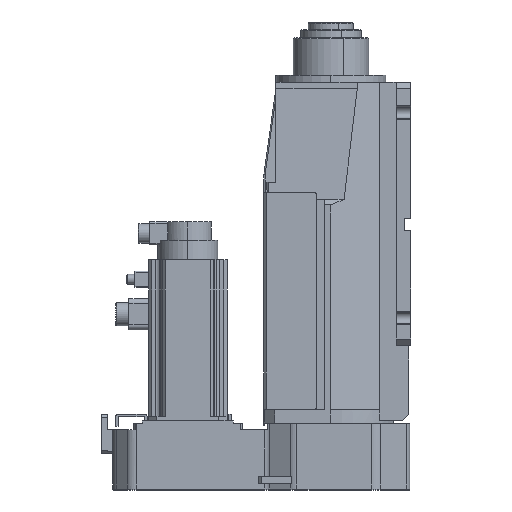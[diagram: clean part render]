
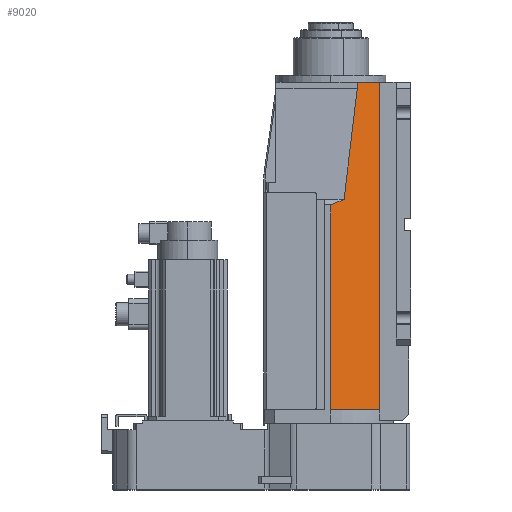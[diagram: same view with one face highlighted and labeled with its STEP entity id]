
A CAD part, left-side view. The second image highlights one B-rep face of the part: STEP entity #9020.
In plain terms, the highlighted planar face has unit normal (-0.917, -0.399, 0).
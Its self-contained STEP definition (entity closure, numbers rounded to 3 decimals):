
#927 = CARTESIAN_POINT ( 'NONE',  ( -75., -80.467, 568. ) ) ;
#928 = DIRECTION ( 'NONE',  ( -0.399, 0.917, 0. ) ) ;
#929 = VECTOR ( 'NONE', #928, 1000. ) ;
#930 = CARTESIAN_POINT ( 'NONE',  ( -75., -80.467, 568. ) ) ;
#931 = LINE ( 'NONE', #930, #929 ) ;
#3275 = DIRECTION ( 'NONE',  ( 0., 0., -1. ) ) ;
#3276 = VECTOR ( 'NONE', #3275, 1000. ) ;
#3277 = CARTESIAN_POINT ( 'NONE',  ( -75., -80.467, 3. ) ) ;
#3278 = LINE ( 'NONE', #3277, #3276 ) ;
#3297 = CARTESIAN_POINT ( 'NONE',  ( -75., -80.467, 26. ) ) ;
#3298 = DIRECTION ( 'NONE',  ( -0.399, 0.917, 0. ) ) ;
#3299 = VECTOR ( 'NONE', #3298, 1000. ) ;
#3300 = CARTESIAN_POINT ( 'NONE',  ( -75., -80.467, 26. ) ) ;
#3301 = LINE ( 'NONE', #3300, #3299 ) ;
#3302 = CARTESIAN_POINT ( 'NONE',  ( -110., 0., 26. ) ) ;
#3303 = DIRECTION ( 'NONE',  ( 0., 0., 1. ) ) ;
#3304 = VECTOR ( 'NONE', #3303, 1000. ) ;
#3305 = CARTESIAN_POINT ( 'NONE',  ( -110., 0., 3. ) ) ;
#3306 = LINE ( 'NONE', #3305, #3304 ) ;
#3307 = CARTESIAN_POINT ( 'NONE',  ( -110., 0., 365. ) ) ;
#3308 = DIRECTION ( 'NONE',  ( -0.37, 0.852, -0.37 ) ) ;
#3309 = VECTOR ( 'NONE', #3308, 1000. ) ;
#3310 = CARTESIAN_POINT ( 'NONE',  ( -100.5, -21.841, 374.5 ) ) ;
#3311 = LINE ( 'NONE', #3310, #3309 ) ;
#3312 = DIRECTION ( 'NONE',  ( 0.399, -0.917, 0. ) ) ;
#3313 = DIRECTION ( 'NONE',  ( -0.917, -0.399, 0. ) ) ;
#3314 = CARTESIAN_POINT ( 'NONE',  ( -75., -80.467, 26. ) ) ;
#3315 = AXIS2_PLACEMENT_3D ( 'NONE', #3314, #3313, #3312 ) ;
#3316 = PLANE ( 'NONE',  #3315 ) ;
#3317 = FACE_OUTER_BOUND ( 'NONE', #8962, .T. ) ;
#6440 = VERTEX_POINT ( 'NONE', #12501 ) ;
#6442 = EDGE_CURVE ( 'NONE', #6456, #6440, #12500, .T. ) ;
#6451 = VERTEX_POINT ( 'NONE', #12545 ) ;
#6456 = VERTEX_POINT ( 'NONE', #12540 ) ;
#6516 = EDGE_CURVE ( 'NONE', #6451, #6456, #12636, .T. ) ;
#7543 = EDGE_CURVE ( 'NONE', #7544, #6451, #931, .T. ) ;
#7544 = VERTEX_POINT ( 'NONE', #927 ) ;
#8962 = EDGE_LOOP ( 'NONE', ( #9021, #9022, #9023, #9026, #9029, #9032, #9007 ) ) ;
#9006 = EDGE_CURVE ( 'NONE', #7544, #9031, #3278, .T. ) ;
#9007 = ORIENTED_EDGE ( 'NONE', *, *, #7543, .T. ) ;
#9020 = ADVANCED_FACE ( 'NONE', ( #3317 ), #3316, .T. ) ;
#9021 = ORIENTED_EDGE ( 'NONE', *, *, #6516, .T. ) ;
#9022 = ORIENTED_EDGE ( 'NONE', *, *, #6442, .T. ) ;
#9023 = ORIENTED_EDGE ( 'NONE', *, *, #9024, .T. ) ;
#9024 = EDGE_CURVE ( 'NONE', #6440, #9025, #3311, .T. ) ;
#9025 = VERTEX_POINT ( 'NONE', #3307 ) ;
#9026 = ORIENTED_EDGE ( 'NONE', *, *, #9027, .F. ) ;
#9027 = EDGE_CURVE ( 'NONE', #9028, #9025, #3306, .T. ) ;
#9028 = VERTEX_POINT ( 'NONE', #3302 ) ;
#9029 = ORIENTED_EDGE ( 'NONE', *, *, #9030, .F. ) ;
#9030 = EDGE_CURVE ( 'NONE', #9031, #9028, #3301, .T. ) ;
#9031 = VERTEX_POINT ( 'NONE', #3297 ) ;
#9032 = ORIENTED_EDGE ( 'NONE', *, *, #9006, .F. ) ;
#12497 = DIRECTION ( 'NONE',  ( -0.051, 0.118, -0.992 ) ) ;
#12498 = VECTOR ( 'NONE', #12497, 1000. ) ;
#12499 = CARTESIAN_POINT ( 'NONE',  ( -91., -43.682, 558. ) ) ;
#12500 = LINE ( 'NONE', #12499, #12498 ) ;
#12501 = CARTESIAN_POINT ( 'NONE',  ( -100.5, -21.841, 374.5 ) ) ;
#12540 = CARTESIAN_POINT ( 'NONE',  ( -91., -43.682, 558. ) ) ;
#12545 = CARTESIAN_POINT ( 'NONE',  ( -91., -43.682, 568. ) ) ;
#12633 = DIRECTION ( 'NONE',  ( 0., 0., -1. ) ) ;
#12634 = VECTOR ( 'NONE', #12633, 1000. ) ;
#12635 = CARTESIAN_POINT ( 'NONE',  ( -91., -43.682, 26. ) ) ;
#12636 = LINE ( 'NONE', #12635, #12634 ) ;
